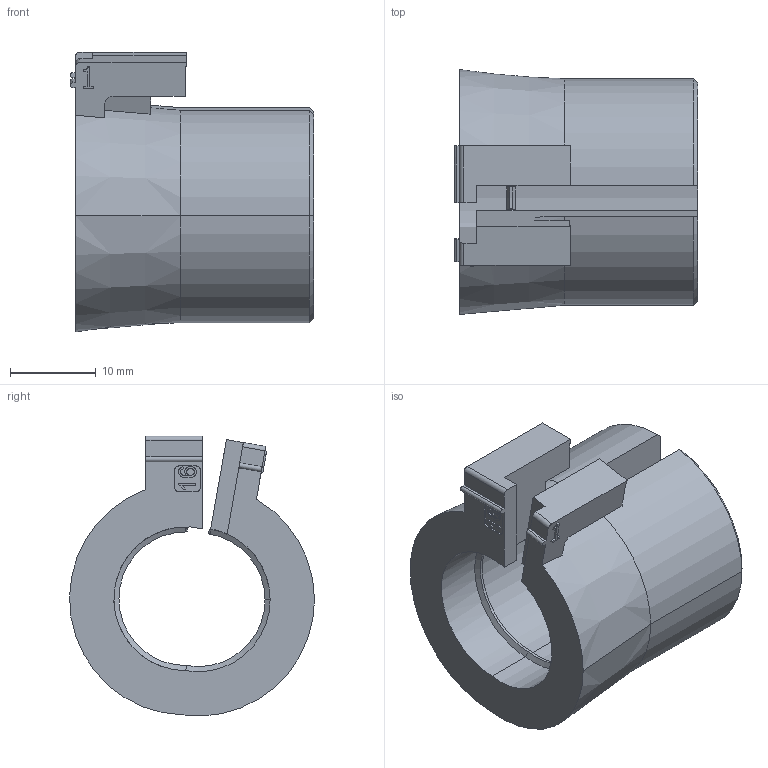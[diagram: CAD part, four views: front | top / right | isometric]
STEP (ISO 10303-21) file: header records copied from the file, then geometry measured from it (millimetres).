
FILE_DESCRIPTION (( 'STEP AP203' ), '1' );
FILE_NAME ('568363.step', '2019-11-21T17:34:00', ( '' ), ( '' ), 'SwSTEP 2.0', 'SolidWorks 2019', '' );
FILE_SCHEMA (( 'CONFIG_CONTROL_DESIGN' ));
Length unit declared in the file: inch
Products named in the file (1): 568363
Bounding box: 28.4 x 28.6 x 32.69 mm (x, y, z)
Volume: 8579.1 mm3; surface area: 5109 mm2
Topology: 1 solids, 1 shells, 125 faces, 332 edges, 214 vertices
Faces by surface type: plane 69, cylinder 29, bspline 15, cone 12
Entity records: 4043 total; most frequent: CARTESIAN_POINT 993, ORIENTED_EDGE 664, DIRECTION 542, EDGE_CURVE 332, VECTOR 220, LINE 220, VERTEX_POINT 214, AXIS2_PLACEMENT_3D 161
